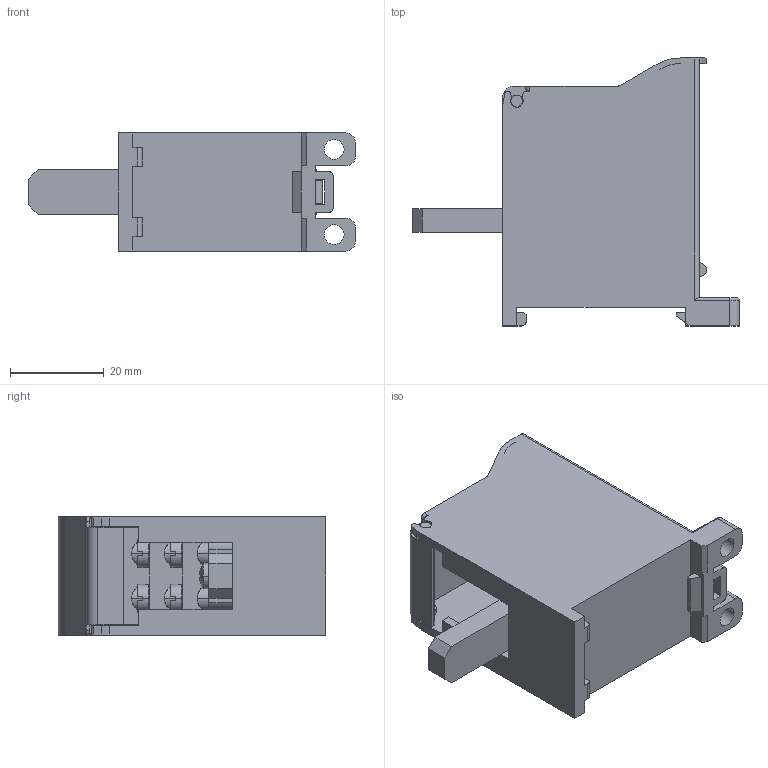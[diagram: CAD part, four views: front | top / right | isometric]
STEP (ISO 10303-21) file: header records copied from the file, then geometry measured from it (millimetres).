
FILE_DESCRIPTION((''),'2;1');
FILE_NAME('5YB576091_ASM','2023-11-30T',('dell'),(''),'PRO/ENGINEER BY PARAMETRIC TECHNOLOGY CORPORATION, 2013230','PRO/ENGINEER BY PARAMETRIC TECHNOLOGY CORPORATION, 2013230','');
FILE_SCHEMA(('AUTOMOTIVE_DESIGN { 1 0 10303 214 1 1 1 1 }'));
Length unit declared in the file: millimetre
Products named in the file (1): 5YB576091_ASM
Bounding box: 69.7 x 57.2 x 25.2 mm (x, y, z)
Volume: 36639.8 mm3; surface area: 20706.9 mm2
Topology: 1 solids, 4 shells, 576 faces, 1713 edges, 1117 vertices
Faces by surface type: plane 229, cylinder 211, bspline 63, cone 34, torus 25, sphere 14
Entity records: 29968 total; most frequent: CARTESIAN_POINT 12715, ORIENTED_EDGE 3394, DIRECTION 2804, EDGE_CURVE 1697, VERTEX_POINT 1117, AXIS2_PLACEMENT_3D 986, VECTOR 832, LINE 832
